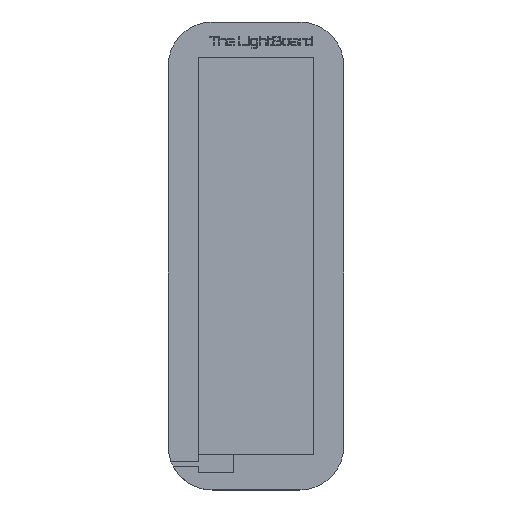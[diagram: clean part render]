
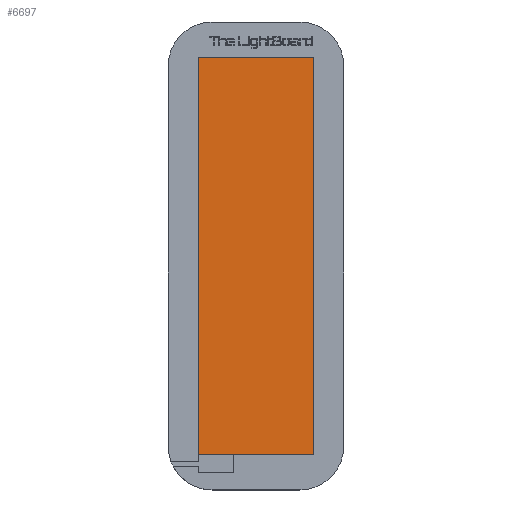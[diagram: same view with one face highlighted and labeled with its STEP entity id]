
A CAD part, top view. The second image highlights one B-rep face of the part: STEP entity #6697.
In plain terms, the highlighted planar face has unit normal (0, 0, 1).
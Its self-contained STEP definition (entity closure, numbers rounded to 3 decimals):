
#2036 = VERTEX_POINT('',#2037);
#2037 = CARTESIAN_POINT('',(-99.,-340.,2.));
#2043 = EDGE_CURVE('',#2036,#2044,#2046,.T.);
#2044 = VERTEX_POINT('',#2045);
#2045 = CARTESIAN_POINT('',(99.,-340.,2.));
#2046 = LINE('',#2047,#2048);
#2047 = CARTESIAN_POINT('',(-99.,-340.,2.));
#2048 = VECTOR('',#2049,1.);
#2049 = DIRECTION('',(1.,0.,0.));
#2082 = EDGE_CURVE('',#2044,#2083,#2085,.T.);
#2083 = VERTEX_POINT('',#2084);
#2084 = CARTESIAN_POINT('',(99.,340.,2.));
#2085 = LINE('',#2086,#2087);
#2086 = CARTESIAN_POINT('',(99.,-340.,2.));
#2087 = VECTOR('',#2088,1.);
#2088 = DIRECTION('',(0.,1.,0.));
#2106 = EDGE_CURVE('',#2083,#2107,#2109,.T.);
#2107 = VERTEX_POINT('',#2108);
#2108 = CARTESIAN_POINT('',(-99.,340.,2.));
#2109 = LINE('',#2110,#2111);
#2110 = CARTESIAN_POINT('',(99.,340.,2.));
#2111 = VECTOR('',#2112,1.);
#2112 = DIRECTION('',(-1.,0.,0.));
#2130 = EDGE_CURVE('',#2107,#2036,#2131,.T.);
#2131 = LINE('',#2132,#2133);
#2132 = CARTESIAN_POINT('',(-99.,340.,2.));
#2133 = VECTOR('',#2134,1.);
#2134 = DIRECTION('',(0.,-1.,0.));
#6697 = ADVANCED_FACE('',(#6698),#6704,.T.);
#6698 = FACE_BOUND('',#6699,.T.);
#6699 = EDGE_LOOP('',(#6700,#6701,#6702,#6703));
#6700 = ORIENTED_EDGE('',*,*,#2043,.T.);
#6701 = ORIENTED_EDGE('',*,*,#2082,.T.);
#6702 = ORIENTED_EDGE('',*,*,#2106,.T.);
#6703 = ORIENTED_EDGE('',*,*,#2130,.T.);
#6704 = PLANE('',#6705);
#6705 = AXIS2_PLACEMENT_3D('',#6706,#6707,#6708);
#6706 = CARTESIAN_POINT('',(0.,0.,2.));
#6707 = DIRECTION('',(0.,0.,1.));
#6708 = DIRECTION('',(1.,0.,0.));
